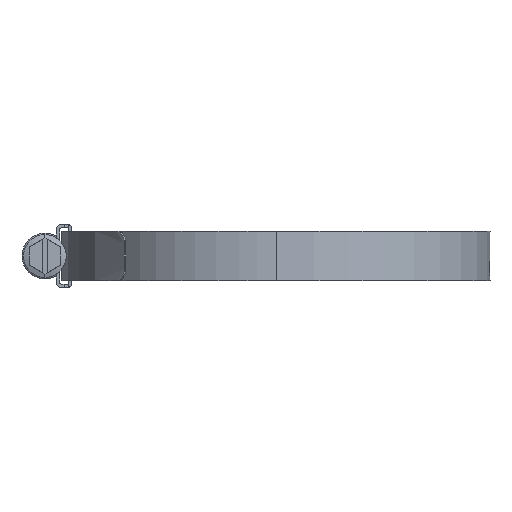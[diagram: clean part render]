
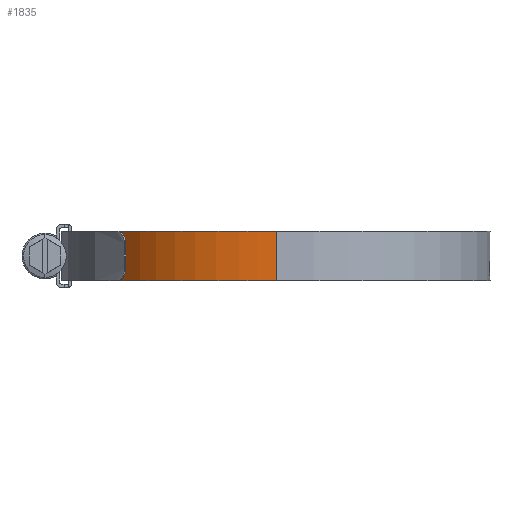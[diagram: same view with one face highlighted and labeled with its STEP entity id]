
A CAD part, left-side view. The second image highlights one B-rep face of the part: STEP entity #1835.
In plain terms, the highlighted free-form (B-spline) face has degree [3, 1] with [16, 2] control points.
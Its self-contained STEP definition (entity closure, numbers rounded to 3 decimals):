
#36 = CARTESIAN_POINT ( 'NONE',  ( -5.974, 53.457, -6.35 ) ) ;
#70 = B_SPLINE_SURFACE_WITH_KNOTS ( 'NONE', 3, 1, ( 
 ( #6055, #8577 ),
 ( #5448, #1342 ),
 ( #2168, #36 ),
 ( #3376, #8101 ),
 ( #5321, #7442 ),
 ( #6755, #4059 ),
 ( #4099, #1515 ),
 ( #2639, #2041 ),
 ( #4709, #4666 ),
 ( #7313, #1384 ),
 ( #2770, #116 ),
 ( #5404, #8059 ),
 ( #6793, #4753 ),
 ( #6626, #4623 ),
 ( #3334, #856 ),
 ( #7401, #4013 ) ),
 .UNSPECIFIED., .F., .F., .F.,
 ( 4, 2, 1, 1, 2, 2, 2, 2, 4 ),
 ( 2, 2 ),
 ( 0., 0.016, 0.031, 0.062, 0.125, 0.25, 0.5, 0.75, 1. ),
 ( 0., 1. ),
 .UNSPECIFIED. ) ;
#72 = CARTESIAN_POINT ( 'NONE',  ( -46.244, 30.636, -6.35 ) ) ;
#110 = CARTESIAN_POINT ( 'NONE',  ( -37.955, 39.6, -6.35 ) ) ;
#116 = CARTESIAN_POINT ( 'NONE',  ( -37.955, 39.6, -6.35 ) ) ;
#132 = EDGE_CURVE ( 'NONE', #745, #2082, #6304, .T. ) ;
#305 = LINE ( 'NONE', #1134, #7398 ) ;
#596 = CARTESIAN_POINT ( 'NONE',  ( -54.53, 0., 6.35 ) ) ;
#685 = CARTESIAN_POINT ( 'NONE',  ( -23.488, 48.021, 6.35 ) ) ;
#745 = VERTEX_POINT ( 'NONE', #7858 ) ;
#776 = DIRECTION ( 'NONE',  ( 0., 0., -1. ) ) ;
#805 = CARTESIAN_POINT ( 'NONE',  ( -54.53, 0., -6.35 ) ) ;
#807 = CARTESIAN_POINT ( 'NONE',  ( -53.498, 13.743, -6.35 ) ) ;
#852 = CARTESIAN_POINT ( 'NONE',  ( -4.95, 53.674, -6.35 ) ) ;
#856 = CARTESIAN_POINT ( 'NONE',  ( -54.53, 7.207, -6.35 ) ) ;
#895 = CARTESIAN_POINT ( 'NONE',  ( -5.462, 53.567, -6.35 ) ) ;
#1134 = CARTESIAN_POINT ( 'NONE',  ( -54.53, 0., 6.35 ) ) ;
#1182 = ORIENTED_EDGE ( 'NONE', *, *, #4459, .F. ) ;
#1250 = CARTESIAN_POINT ( 'NONE',  ( -6.987, 53.233, 6.35 ) ) ;
#1290 = CARTESIAN_POINT ( 'NONE',  ( -32.779, 43.386, 6.35 ) ) ;
#1336 = CARTESIAN_POINT ( 'NONE',  ( -54.53, 7.207, 6.35 ) ) ;
#1342 = CARTESIAN_POINT ( 'NONE',  ( -5.462, 53.567, -6.35 ) ) ;
#1384 = CARTESIAN_POINT ( 'NONE',  ( -32.779, 43.386, -6.35 ) ) ;
#1515 = CARTESIAN_POINT ( 'NONE',  ( -14.728, 51.192, -6.35 ) ) ;
#1543 = CARTESIAN_POINT ( 'NONE',  ( -20.137, 49.393, -6.35 ) ) ;
#1550 = VERTEX_POINT ( 'NONE', #2285 ) ;
#1583 = VECTOR ( 'NONE', #776, 1000. ) ;
#1835 = ADVANCED_FACE ( 'NONE', ( #2727 ), #70, .F. ) ;
#1859 = B_SPLINE_CURVE_WITH_KNOTS ( 'NONE', 3,
 ( #3241, #7840, #1902, #1250, #4527, #3155, #7179, #3882, #685, #1290, #5226, #6530, #4574, #7269, #1336, #596 ),
 .UNSPECIFIED., .F., .F.,
 ( 4, 2, 1, 1, 2, 2, 2, 2, 4 ),
 ( 0., 0.016, 0.031, 0.062, 0.125, 0.25, 0.5, 0.75, 1. ),
 .UNSPECIFIED. ) ;
#1902 = CARTESIAN_POINT ( 'NONE',  ( -5.974, 53.457, 6.35 ) ) ;
#2041 = CARTESIAN_POINT ( 'NONE',  ( -20.137, 49.393, -6.35 ) ) ;
#2082 = VERTEX_POINT ( 'NONE', #2167 ) ;
#2167 = CARTESIAN_POINT ( 'NONE',  ( -4.95, 53.674, -6.35 ) ) ;
#2168 = CARTESIAN_POINT ( 'NONE',  ( -5.974, 53.457, 6.35 ) ) ;
#2285 = CARTESIAN_POINT ( 'NONE',  ( -54.53, 0., 6.35 ) ) ;
#2639 = CARTESIAN_POINT ( 'NONE',  ( -20.137, 49.393, 6.35 ) ) ;
#2727 = FACE_OUTER_BOUND ( 'NONE', #7258, .T. ) ;
#2770 = CARTESIAN_POINT ( 'NONE',  ( -37.955, 39.6, 6.35 ) ) ;
#2877 = ORIENTED_EDGE ( 'NONE', *, *, #132, .T. ) ;
#2966 = CARTESIAN_POINT ( 'NONE',  ( -4.95, 53.674, 6.35 ) ) ;
#3155 = CARTESIAN_POINT ( 'NONE',  ( -11.928, 52.027, 6.35 ) ) ;
#3241 = CARTESIAN_POINT ( 'NONE',  ( -4.95, 53.674, 6.35 ) ) ;
#3334 = CARTESIAN_POINT ( 'NONE',  ( -54.53, 7.207, 6.35 ) ) ;
#3376 = CARTESIAN_POINT ( 'NONE',  ( -6.987, 53.233, 6.35 ) ) ;
#3388 = VERTEX_POINT ( 'NONE', #805 ) ;
#3747 = ORIENTED_EDGE ( 'NONE', *, *, #4162, .T. ) ;
#3882 = CARTESIAN_POINT ( 'NONE',  ( -20.137, 49.393, 6.35 ) ) ;
#4013 = CARTESIAN_POINT ( 'NONE',  ( -54.53, 0., -6.35 ) ) ;
#4052 = CARTESIAN_POINT ( 'NONE',  ( -5.974, 53.457, -6.35 ) ) ;
#4056 = EDGE_CURVE ( 'NONE', #745, #1550, #1859, .T. ) ;
#4059 = CARTESIAN_POINT ( 'NONE',  ( -11.928, 52.027, -6.35 ) ) ;
#4099 = CARTESIAN_POINT ( 'NONE',  ( -14.728, 51.192, 6.35 ) ) ;
#4162 = EDGE_CURVE ( 'NONE', #2082, #3388, #6611, .T. ) ;
#4459 = EDGE_CURVE ( 'NONE', #1550, #3388, #305, .T. ) ;
#4527 = CARTESIAN_POINT ( 'NONE',  ( -8.494, 52.888, 6.35 ) ) ;
#4574 = CARTESIAN_POINT ( 'NONE',  ( -49.356, 25.459, 6.35 ) ) ;
#4623 = CARTESIAN_POINT ( 'NONE',  ( -53.498, 13.743, -6.35 ) ) ;
#4666 = CARTESIAN_POINT ( 'NONE',  ( -23.488, 48.021, -6.35 ) ) ;
#4704 = CARTESIAN_POINT ( 'NONE',  ( -23.488, 48.021, -6.35 ) ) ;
#4709 = CARTESIAN_POINT ( 'NONE',  ( -23.488, 48.021, 6.35 ) ) ;
#4746 = CARTESIAN_POINT ( 'NONE',  ( -49.356, 25.459, -6.35 ) ) ;
#4753 = CARTESIAN_POINT ( 'NONE',  ( -49.356, 25.459, -6.35 ) ) ;
#4786 = CARTESIAN_POINT ( 'NONE',  ( -11.928, 52.027, -6.35 ) ) ;
#5226 = CARTESIAN_POINT ( 'NONE',  ( -37.955, 39.6, 6.35 ) ) ;
#5321 = CARTESIAN_POINT ( 'NONE',  ( -8.494, 52.888, 6.35 ) ) ;
#5355 = CARTESIAN_POINT ( 'NONE',  ( -54.53, 7.207, -6.35 ) ) ;
#5404 = CARTESIAN_POINT ( 'NONE',  ( -46.244, 30.636, 6.35 ) ) ;
#5448 = CARTESIAN_POINT ( 'NONE',  ( -5.462, 53.567, 6.35 ) ) ;
#6047 = CARTESIAN_POINT ( 'NONE',  ( -32.779, 43.386, -6.35 ) ) ;
#6055 = CARTESIAN_POINT ( 'NONE',  ( -4.95, 53.674, 6.35 ) ) ;
#6304 = LINE ( 'NONE', #2966, #1583 ) ;
#6415 = DIRECTION ( 'NONE',  ( 0., 0., -1. ) ) ;
#6530 = CARTESIAN_POINT ( 'NONE',  ( -46.244, 30.636, 6.35 ) ) ;
#6611 = B_SPLINE_CURVE_WITH_KNOTS ( 'NONE', 3,
 ( #852, #895, #4052, #6662, #7478, #4786, #7435, #1543, #4704, #6047, #110, #72, #4746, #807, #5355, #7394 ),
 .UNSPECIFIED., .F., .F.,
 ( 4, 2, 1, 1, 2, 2, 2, 2, 4 ),
 ( 0., 0.016, 0.031, 0.062, 0.125, 0.25, 0.5, 0.75, 1. ),
 .UNSPECIFIED. ) ;
#6626 = CARTESIAN_POINT ( 'NONE',  ( -53.498, 13.743, 6.35 ) ) ;
#6662 = CARTESIAN_POINT ( 'NONE',  ( -6.987, 53.233, -6.35 ) ) ;
#6755 = CARTESIAN_POINT ( 'NONE',  ( -11.928, 52.027, 6.35 ) ) ;
#6793 = CARTESIAN_POINT ( 'NONE',  ( -49.356, 25.459, 6.35 ) ) ;
#7179 = CARTESIAN_POINT ( 'NONE',  ( -14.728, 51.192, 6.35 ) ) ;
#7258 = EDGE_LOOP ( 'NONE', ( #3747, #1182, #7873, #2877 ) ) ;
#7269 = CARTESIAN_POINT ( 'NONE',  ( -53.498, 13.743, 6.35 ) ) ;
#7313 = CARTESIAN_POINT ( 'NONE',  ( -32.779, 43.386, 6.35 ) ) ;
#7394 = CARTESIAN_POINT ( 'NONE',  ( -54.53, 0., -6.35 ) ) ;
#7398 = VECTOR ( 'NONE', #6415, 1000. ) ;
#7401 = CARTESIAN_POINT ( 'NONE',  ( -54.53, 0., 6.35 ) ) ;
#7435 = CARTESIAN_POINT ( 'NONE',  ( -14.728, 51.192, -6.35 ) ) ;
#7442 = CARTESIAN_POINT ( 'NONE',  ( -8.494, 52.888, -6.35 ) ) ;
#7478 = CARTESIAN_POINT ( 'NONE',  ( -8.494, 52.888, -6.35 ) ) ;
#7840 = CARTESIAN_POINT ( 'NONE',  ( -5.462, 53.567, 6.35 ) ) ;
#7858 = CARTESIAN_POINT ( 'NONE',  ( -4.95, 53.674, 6.35 ) ) ;
#7873 = ORIENTED_EDGE ( 'NONE', *, *, #4056, .F. ) ;
#8059 = CARTESIAN_POINT ( 'NONE',  ( -46.244, 30.636, -6.35 ) ) ;
#8101 = CARTESIAN_POINT ( 'NONE',  ( -6.987, 53.233, -6.35 ) ) ;
#8577 = CARTESIAN_POINT ( 'NONE',  ( -4.95, 53.674, -6.35 ) ) ;
